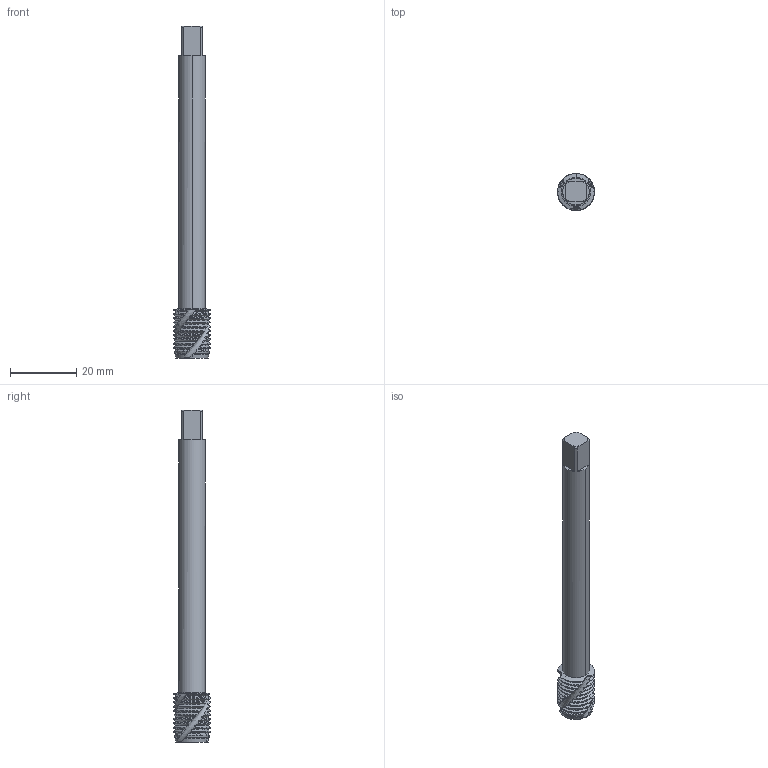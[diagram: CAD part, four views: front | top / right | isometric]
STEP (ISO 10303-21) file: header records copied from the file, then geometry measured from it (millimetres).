
FILE_DESCRIPTION(('no description'),'unknown implementation level');
FILE_NAME('solid5zv_TDyIWTt7XKrfMOrlfEdcvx8_1.STP',' ',('CIM GmbH Aachen'),('CADClick - KiM GmbH - www.kimweb.de'),'unknown preprocess','ACIS','unknown authorization');
FILE_SCHEMA(('automotive_design'));
Length unit declared in the file: millimetre
Products named in the file (2): 1; 2
Bounding box: 11.12 x 11.12 x 100 mm (x, y, z)
Volume: 5380.9 mm3; surface area: 3842.6 mm2
Topology: 2 solids, 2 shells, 261 faces, 732 edges, 475 vertices
Faces by surface type: cone 125, cylinder 110, plane 17, bspline 6, revolution 3
Entity records: 20611 total; most frequent: CARTESIAN_POINT 6121, STYLED_ITEM 1470, PRESENTATION_STYLE_ASSIGNMENT 1470, COLOUR_RGB 1470, ORIENTED_EDGE 1464, DIRECTION 1207, EDGE_CURVE 732, CURVE_STYLE 732
